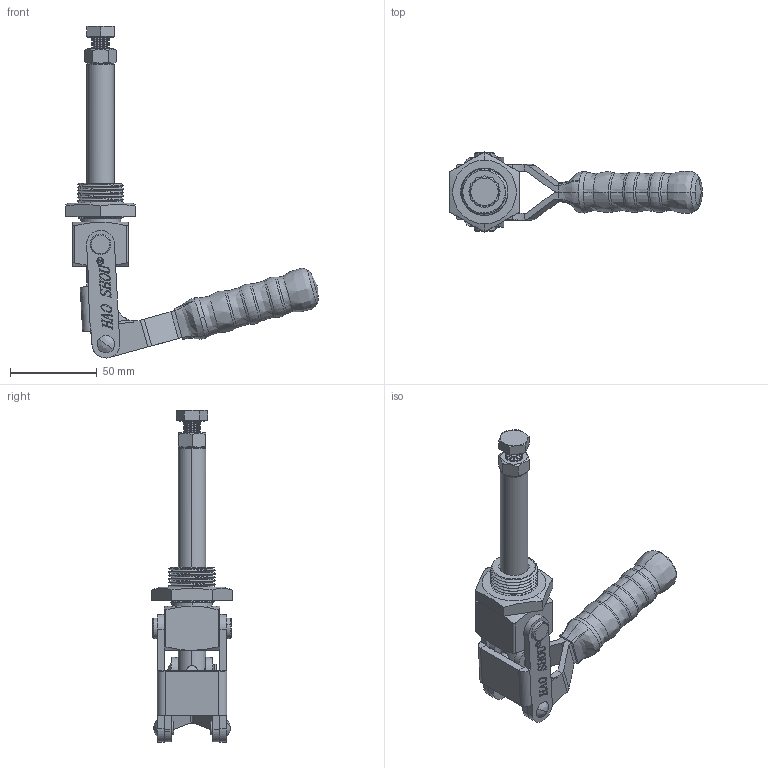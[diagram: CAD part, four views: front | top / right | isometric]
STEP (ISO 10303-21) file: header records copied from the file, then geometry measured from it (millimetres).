
FILE_DESCRIPTION (( 'STEP AP203' ), '1' );
FILE_NAME ('HS-36224.STEP', '2019-08-08T01:13:16', ( '微软用户' ), ( '微软中国' ), 'SwSTEP 2.0', 'SolidWorks 2012', '' );
FILE_SCHEMA (( 'CONFIG_CONTROL_DESIGN' ));
Length unit declared in the file: millimetre
Products named in the file (12): HS-36224; hex nuts 1-fine pitch-grades ab gb_GB_FASTENER_NUT_SNAB1XY M10X1-N; hexagon head bolts-full thread gb_GB_FASTENER_BOLT_STBAB A M10X50-S; 224酗隊; 224傻隊; 224忒參杶; 224楓隊; 挴裝; 蟀裝; 224忒參; 224湮蹟譫; 224侐源杶
Assembly tree (13 placements, depth 2):
  HS-36224
    224侐源杶
    224湮蹟譫
    224忒參
    蟀裝
    挴裝
    224楓隊  x2
    224忒參杶
    224傻隊  x2
    224酗隊
    hexagon head bolts-full thread gb_GB_FASTENER_BOLT_STBAB A M10X50-S
    hex nuts 1-fine pitch-grades ab gb_GB_FASTENER_NUT_SNAB1XY M10X1-N
Bounding box: 145.24 x 46.19 x 190.96 mm (x, y, z)
Volume: 41910.9 mm3; surface area: 60106.6 mm2
Topology: 4 solids, 15 shells, 1029 faces, 2565 edges, 1568 vertices
Faces by surface type: plane 335, cone 279, cylinder 216, bspline 191, torus 8
Entity records: 50122 total; most frequent: CARTESIAN_POINT 26166, ORIENTED_EDGE 4980, DIRECTION 4178, EDGE_CURVE 2505, VERTEX_POINT 1544, LINE 1410, VECTOR 1410, AXIS2_PLACEMENT_3D 1384
